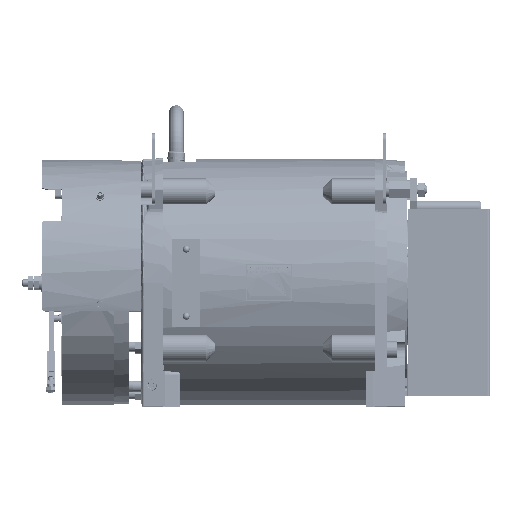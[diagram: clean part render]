
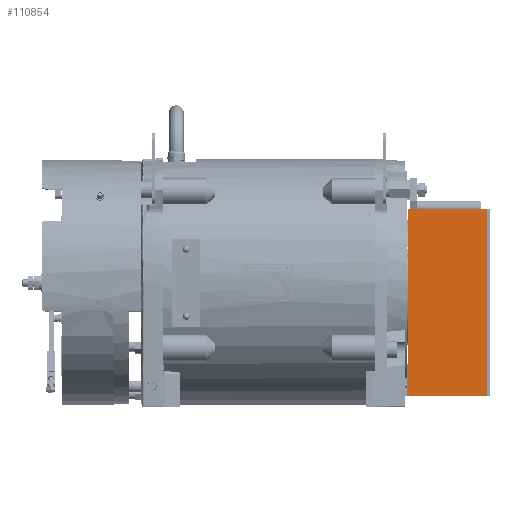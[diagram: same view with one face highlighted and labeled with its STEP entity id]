
A CAD part, top view. The second image highlights one B-rep face of the part: STEP entity #110854.
In plain terms, the highlighted planar face has unit normal (0, 0, 1).
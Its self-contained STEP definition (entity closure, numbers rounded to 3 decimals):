
#2768 = VERTEX_POINT ( 'NONE', #318499 ) ;
#8139 = CARTESIAN_POINT ( 'NONE',  ( 138., 105., 170. ) ) ;
#11141 = LINE ( 'NONE', #298117, #337740 ) ;
#13391 = EDGE_CURVE ( 'NONE', #364503, #244327, #205540, .T. ) ;
#65579 = DIRECTION ( 'NONE',  ( 0., 0., 1. ) ) ;
#67653 = CARTESIAN_POINT ( 'NONE',  ( 134., -160., 170. ) ) ;
#68342 = VERTEX_POINT ( 'NONE', #89219 ) ;
#83829 = VERTEX_POINT ( 'NONE', #263737 ) ;
#89219 = CARTESIAN_POINT ( 'NONE',  ( 138., -160., 170. ) ) ;
#98740 = EDGE_CURVE ( 'NONE', #2768, #244327, #11141, .T. ) ;
#110854 = ADVANCED_FACE ( 'NONE', ( #354541 ), #295905, .T. ) ;
#131113 = AXIS2_PLACEMENT_3D ( 'NONE', #67653, #65579, #193347 ) ;
#132176 = CARTESIAN_POINT ( 'NONE',  ( 250., 105., 170. ) ) ;
#134040 = ORIENTED_EDGE ( 'NONE', *, *, #239333, .T. ) ;
#136516 = CARTESIAN_POINT ( 'NONE',  ( 134., 105., 170. ) ) ;
#143778 = LINE ( 'NONE', #309162, #150605 ) ;
#145134 = LINE ( 'NONE', #170378, #274273 ) ;
#150605 = VECTOR ( 'NONE', #273611, 1000. ) ;
#155533 = EDGE_CURVE ( 'NONE', #83829, #68342, #378674, .T. ) ;
#170378 = CARTESIAN_POINT ( 'NONE',  ( 138., 105., 170. ) ) ;
#184031 = CARTESIAN_POINT ( 'NONE',  ( 138., 105., 170. ) ) ;
#193347 = DIRECTION ( 'NONE',  ( -1., 0., 0. ) ) ;
#205540 = LINE ( 'NONE', #136516, #218198 ) ;
#211842 = EDGE_CURVE ( 'NONE', #364503, #83829, #145134, .T. ) ;
#218198 = VECTOR ( 'NONE', #270436, 1000. ) ;
#218451 = ORIENTED_EDGE ( 'NONE', *, *, #155533, .T. ) ;
#239333 = EDGE_CURVE ( 'NONE', #68342, #2768, #143778, .T. ) ;
#241400 = DIRECTION ( 'NONE',  ( 0., 1., 0. ) ) ;
#241628 = ORIENTED_EDGE ( 'NONE', *, *, #211842, .T. ) ;
#244327 = VERTEX_POINT ( 'NONE', #132176 ) ;
#252989 = DIRECTION ( 'NONE',  ( 0., -1., 0. ) ) ;
#263737 = CARTESIAN_POINT ( 'NONE',  ( 138., -115., 170. ) ) ;
#267196 = ORIENTED_EDGE ( 'NONE', *, *, #13391, .F. ) ;
#270436 = DIRECTION ( 'NONE',  ( 1., 0., 0. ) ) ;
#273611 = DIRECTION ( 'NONE',  ( 1., 0., 0. ) ) ;
#274273 = VECTOR ( 'NONE', #335703, 1000. ) ;
#295905 = PLANE ( 'NONE',  #131113 ) ;
#298117 = CARTESIAN_POINT ( 'NONE',  ( 250., -160., 170. ) ) ;
#309162 = CARTESIAN_POINT ( 'NONE',  ( 134., -160., 170. ) ) ;
#318499 = CARTESIAN_POINT ( 'NONE',  ( 250., -160., 170. ) ) ;
#335703 = DIRECTION ( 'NONE',  ( 0., -1., 0. ) ) ;
#337740 = VECTOR ( 'NONE', #241400, 1000. ) ;
#354541 = FACE_OUTER_BOUND ( 'NONE', #365069, .T. ) ;
#364322 = VECTOR ( 'NONE', #252989, 1000. ) ;
#364503 = VERTEX_POINT ( 'NONE', #8139 ) ;
#365069 = EDGE_LOOP ( 'NONE', ( #134040, #366826, #267196, #241628, #218451 ) ) ;
#366826 = ORIENTED_EDGE ( 'NONE', *, *, #98740, .T. ) ;
#378674 = LINE ( 'NONE', #184031, #364322 ) ;
